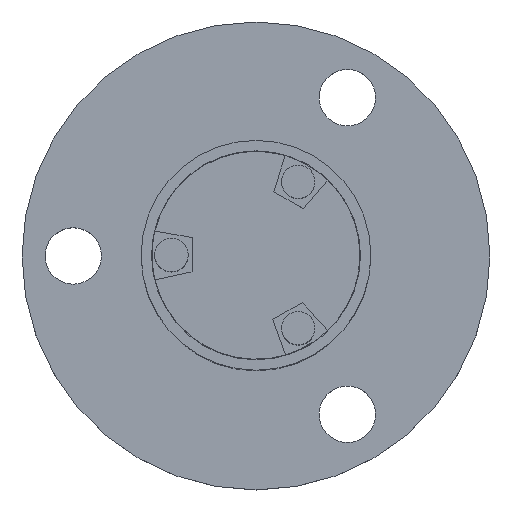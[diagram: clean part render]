
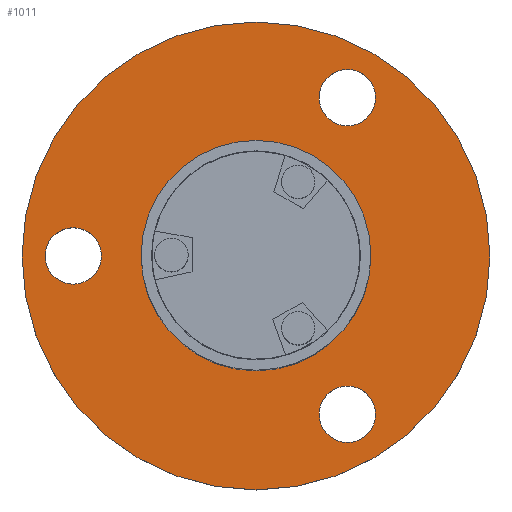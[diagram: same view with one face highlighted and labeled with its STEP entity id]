
A CAD part, top view. The second image highlights one B-rep face of the part: STEP entity #1011.
In plain terms, the highlighted planar face has unit normal (0, 0, 1).
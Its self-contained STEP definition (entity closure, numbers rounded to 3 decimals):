
#5 = VERTEX_POINT ( 'NONE', #1440 ) ;
#98 = CARTESIAN_POINT ( 'NONE',  ( 0., 0., 17. ) ) ;
#110 = EDGE_LOOP ( 'NONE', ( #175, #270 ) ) ;
#129 = VERTEX_POINT ( 'NONE', #811 ) ;
#170 = EDGE_CURVE ( 'NONE', #1187, #711, #478, .T. ) ;
#175 = ORIENTED_EDGE ( 'NONE', *, *, #1563, .T. ) ;
#191 = CARTESIAN_POINT ( 'NONE',  ( 0., 0., 17. ) ) ;
#195 = ORIENTED_EDGE ( 'NONE', *, *, #1807, .F. ) ;
#217 = DIRECTION ( 'NONE',  ( 0., 0., 1. ) ) ;
#236 = DIRECTION ( 'NONE',  ( 0., 0., -1. ) ) ;
#270 = ORIENTED_EDGE ( 'NONE', *, *, #1214, .T. ) ;
#300 = CIRCLE ( 'NONE', #384, 2.7 ) ;
#307 = AXIS2_PLACEMENT_3D ( 'NONE', #343, #1380, #479 ) ;
#324 = ORIENTED_EDGE ( 'NONE', *, *, #170, .F. ) ;
#343 = CARTESIAN_POINT ( 'NONE',  ( 8.75, 15.155, 17. ) ) ;
#347 = DIRECTION ( 'NONE',  ( -1., 0., 0. ) ) ;
#354 = DIRECTION ( 'NONE',  ( -1., 0., 0. ) ) ;
#384 = AXIS2_PLACEMENT_3D ( 'NONE', #1379, #475, #1530 ) ;
#428 = EDGE_CURVE ( 'NONE', #681, #129, #1758, .T. ) ;
#453 = DIRECTION ( 'NONE',  ( 0., 0., 1. ) ) ;
#475 = DIRECTION ( 'NONE',  ( 0., 0., 1. ) ) ;
#478 = CIRCLE ( 'NONE', #925, 2.7 ) ;
#479 = DIRECTION ( 'NONE',  ( -1., 0., 0. ) ) ;
#527 = AXIS2_PLACEMENT_3D ( 'NONE', #191, #1230, #347 ) ;
#529 = ORIENTED_EDGE ( 'NONE', *, *, #428, .F. ) ;
#544 = CARTESIAN_POINT ( 'NONE',  ( 8.75, -15.155, 17. ) ) ;
#561 = CIRCLE ( 'NONE', #527, 11. ) ;
#575 = EDGE_LOOP ( 'NONE', ( #1819, #1615 ) ) ;
#578 = FACE_OUTER_BOUND ( 'NONE', #1306, .T. ) ;
#654 = CARTESIAN_POINT ( 'NONE',  ( 0., 0., 17. ) ) ;
#681 = VERTEX_POINT ( 'NONE', #1490 ) ;
#687 = DIRECTION ( 'NONE',  ( -1., 0., 0. ) ) ;
#703 = DIRECTION ( 'NONE',  ( -1., 0., 0. ) ) ;
#711 = VERTEX_POINT ( 'NONE', #838 ) ;
#772 = ORIENTED_EDGE ( 'NONE', *, *, #920, .F. ) ;
#773 = AXIS2_PLACEMENT_3D ( 'NONE', #1411, #978, #687 ) ;
#799 = DIRECTION ( 'NONE',  ( -1., 0., 0. ) ) ;
#811 = CARTESIAN_POINT ( 'NONE',  ( 11.45, -15.155, 17. ) ) ;
#838 = CARTESIAN_POINT ( 'NONE',  ( 11.45, 15.155, 17. ) ) ;
#850 = VERTEX_POINT ( 'NONE', #1141 ) ;
#859 = CARTESIAN_POINT ( 'NONE',  ( 22.4, 0., 17. ) ) ;
#868 = CIRCLE ( 'NONE', #885, 2.7 ) ;
#885 = AXIS2_PLACEMENT_3D ( 'NONE', #544, #1604, #703 ) ;
#920 = EDGE_CURVE ( 'NONE', #977, #1896, #1172, .T. ) ;
#925 = AXIS2_PLACEMENT_3D ( 'NONE', #1716, #217, #1255 ) ;
#977 = VERTEX_POINT ( 'NONE', #1595 ) ;
#978 = DIRECTION ( 'NONE',  ( 0., 0., -1. ) ) ;
#980 = FACE_BOUND ( 'NONE', #110, .T. ) ;
#998 = EDGE_LOOP ( 'NONE', ( #529, #195 ) ) ;
#1011 = ADVANCED_FACE ( 'NONE', ( #1069, #1378, #1783, #980, #578 ), #1125, .F. ) ;
#1069 = FACE_BOUND ( 'NONE', #1209, .T. ) ;
#1081 = ORIENTED_EDGE ( 'NONE', *, *, #1449, .F. ) ;
#1094 = CARTESIAN_POINT ( 'NONE',  ( -11., 0., 17. ) ) ;
#1125 = PLANE ( 'NONE',  #773 ) ;
#1129 = CARTESIAN_POINT ( 'NONE',  ( 0., 0., 17. ) ) ;
#1134 = EDGE_CURVE ( 'NONE', #850, #5, #1349, .T. ) ;
#1141 = CARTESIAN_POINT ( 'NONE',  ( -20.2, 0., 17. ) ) ;
#1142 = VERTEX_POINT ( 'NONE', #1094 ) ;
#1165 = CIRCLE ( 'NONE', #1515, 11. ) ;
#1172 = CIRCLE ( 'NONE', #1827, 22.4 ) ;
#1187 = VERTEX_POINT ( 'NONE', #1363 ) ;
#1199 = AXIS2_PLACEMENT_3D ( 'NONE', #1857, #1272, #354 ) ;
#1209 = EDGE_LOOP ( 'NONE', ( #324, #1503 ) ) ;
#1214 = EDGE_CURVE ( 'NONE', #1752, #1142, #1165, .T. ) ;
#1230 = DIRECTION ( 'NONE',  ( 0., 0., -1. ) ) ;
#1255 = DIRECTION ( 'NONE',  ( -1., 0., 0. ) ) ;
#1272 = DIRECTION ( 'NONE',  ( 0., 0., 1. ) ) ;
#1278 = DIRECTION ( 'NONE',  ( -1., 0., 0. ) ) ;
#1289 = DIRECTION ( 'NONE',  ( 0., 0., -1. ) ) ;
#1290 = EDGE_CURVE ( 'NONE', #5, #850, #300, .T. ) ;
#1306 = EDGE_LOOP ( 'NONE', ( #772, #1081 ) ) ;
#1348 = CARTESIAN_POINT ( 'NONE',  ( -17.5, 0., 17. ) ) ;
#1349 = CIRCLE ( 'NONE', #1502, 2.7 ) ;
#1363 = CARTESIAN_POINT ( 'NONE',  ( 6.05, 15.155, 17. ) ) ;
#1378 = FACE_BOUND ( 'NONE', #998, .T. ) ;
#1379 = CARTESIAN_POINT ( 'NONE',  ( -17.5, 0., 17. ) ) ;
#1380 = DIRECTION ( 'NONE',  ( 0., 0., 1. ) ) ;
#1411 = CARTESIAN_POINT ( 'NONE',  ( 0., 0., 17. ) ) ;
#1440 = CARTESIAN_POINT ( 'NONE',  ( -14.8, 0., 17. ) ) ;
#1449 = EDGE_CURVE ( 'NONE', #1896, #977, #1554, .T. ) ;
#1490 = CARTESIAN_POINT ( 'NONE',  ( 6.05, -15.155, 17. ) ) ;
#1502 = AXIS2_PLACEMENT_3D ( 'NONE', #1348, #453, #1507 ) ;
#1503 = ORIENTED_EDGE ( 'NONE', *, *, #1748, .F. ) ;
#1507 = DIRECTION ( 'NONE',  ( -1., 0., 0. ) ) ;
#1515 = AXIS2_PLACEMENT_3D ( 'NONE', #654, #1714, #799 ) ;
#1530 = DIRECTION ( 'NONE',  ( -1., 0., 0. ) ) ;
#1554 = CIRCLE ( 'NONE', #1781, 22.4 ) ;
#1563 = EDGE_CURVE ( 'NONE', #1142, #1752, #561, .T. ) ;
#1595 = CARTESIAN_POINT ( 'NONE',  ( -22.4, 0., 17. ) ) ;
#1604 = DIRECTION ( 'NONE',  ( 0., 0., 1. ) ) ;
#1615 = ORIENTED_EDGE ( 'NONE', *, *, #1290, .F. ) ;
#1677 = CARTESIAN_POINT ( 'NONE',  ( 11., 0., 17. ) ) ;
#1714 = DIRECTION ( 'NONE',  ( 0., 0., -1. ) ) ;
#1716 = CARTESIAN_POINT ( 'NONE',  ( 8.75, 15.155, 17. ) ) ;
#1740 = DIRECTION ( 'NONE',  ( -1., 0., 0. ) ) ;
#1748 = EDGE_CURVE ( 'NONE', #711, #1187, #1774, .T. ) ;
#1752 = VERTEX_POINT ( 'NONE', #1677 ) ;
#1758 = CIRCLE ( 'NONE', #1199, 2.7 ) ;
#1774 = CIRCLE ( 'NONE', #307, 2.7 ) ;
#1781 = AXIS2_PLACEMENT_3D ( 'NONE', #1129, #236, #1278 ) ;
#1783 = FACE_BOUND ( 'NONE', #575, .T. ) ;
#1807 = EDGE_CURVE ( 'NONE', #129, #681, #868, .T. ) ;
#1819 = ORIENTED_EDGE ( 'NONE', *, *, #1134, .F. ) ;
#1827 = AXIS2_PLACEMENT_3D ( 'NONE', #98, #1289, #1740 ) ;
#1857 = CARTESIAN_POINT ( 'NONE',  ( 8.75, -15.155, 17. ) ) ;
#1896 = VERTEX_POINT ( 'NONE', #859 ) ;
